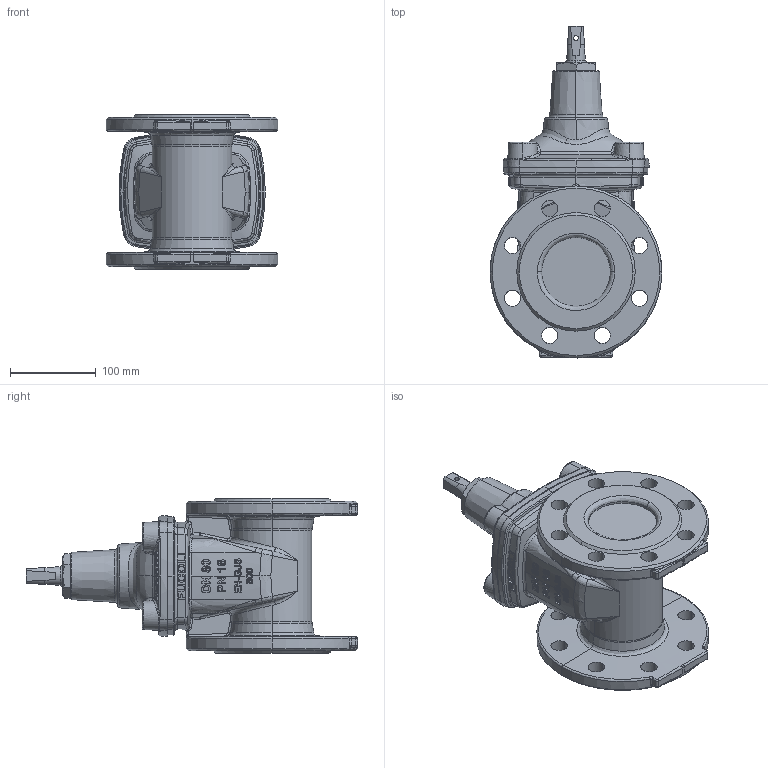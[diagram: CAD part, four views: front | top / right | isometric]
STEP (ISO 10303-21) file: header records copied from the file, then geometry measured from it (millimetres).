
FILE_DESCRIPTION (( 'STEP AP214' ), '1' );
FILE_NAME ('VCE FL S14 DN80 PN16.STEP', '2014-09-29T14:38:46', ( '' ), ( '' ), 'SwSTEP 2.0', 'SolidWorks 2014', '' );
FILE_SCHEMA (( 'AUTOMOTIVE_DESIGN' ));
Length unit declared in the file: millimetre
Products named in the file (1): VCE FL S14 DN80 PN16
Bounding box: 200 x 386.4 x 180 mm (x, y, z)
Volume: 4008217.4 mm3; surface area: 289059.7 mm2
Topology: 1 solids, 1 shells, 1651 faces, 4317 edges, 2733 vertices
Faces by surface type: bspline 1142, plane 279, cylinder 171, cone 55, torus 4
Entity records: 123858 total; most frequent: CARTESIAN_POINT 91109, ORIENTED_EDGE 8582, EDGE_CURVE 4291, DIRECTION 3194, VERTEX_POINT 2733, B_SPLINE_CURVE_WITH_KNOTS 2395, EDGE_LOOP 1778, FACE_OUTER_BOUND 1651
